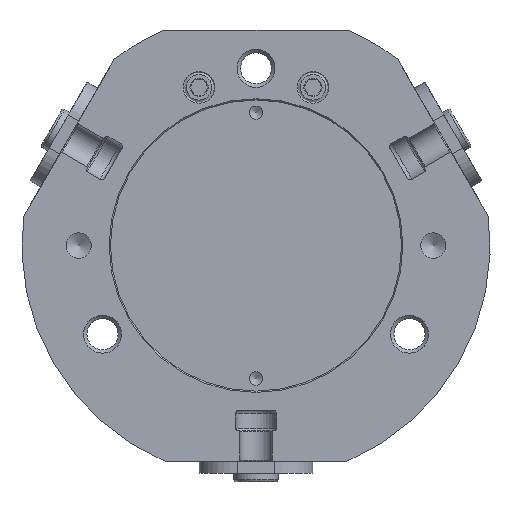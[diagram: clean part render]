
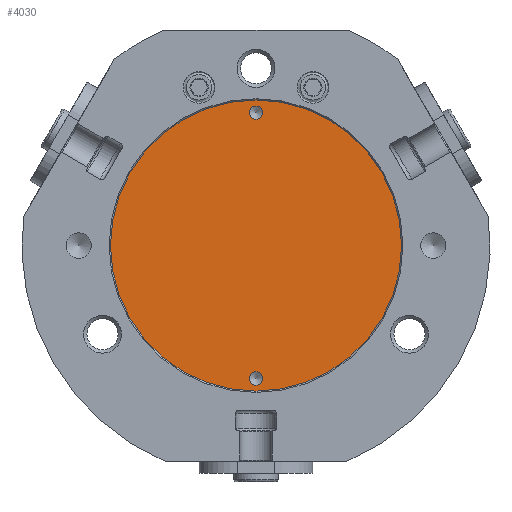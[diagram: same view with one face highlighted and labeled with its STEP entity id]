
A CAD part, front view. The second image highlights one B-rep face of the part: STEP entity #4030.
In plain terms, the highlighted planar face has unit normal (0, -1, 0).
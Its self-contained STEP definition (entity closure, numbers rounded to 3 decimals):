
#444=CIRCLE('',#4526,23.);
#445=CIRCLE('',#4529,1.05);
#446=CIRCLE('',#4530,1.05);
#1119=ORIENTED_EDGE('',*,*,#1870,.F.);
#1120=ORIENTED_EDGE('',*,*,#1871,.F.);
#1121=ORIENTED_EDGE('',*,*,#1869,.T.);
#1869=EDGE_CURVE('',#2321,#2321,#444,.T.);
#1870=EDGE_CURVE('',#2322,#2322,#445,.T.);
#1871=EDGE_CURVE('',#2323,#2323,#446,.T.);
#2321=VERTEX_POINT('',#6783);
#2322=VERTEX_POINT('',#6787);
#2323=VERTEX_POINT('',#6789);
#3238=EDGE_LOOP('',(#1119));
#3239=EDGE_LOOP('',(#1120));
#3240=EDGE_LOOP('',(#1121));
#3625=FACE_BOUND('',#3238,.T.);
#3626=FACE_BOUND('',#3239,.T.);
#3627=FACE_BOUND('',#3240,.T.);
#3809=PLANE('',#4528);
#4030=ADVANCED_FACE('',(#3625,#3626,#3627),#3809,.F.);
#4526=AXIS2_PLACEMENT_3D('',#6782,#5504,#5505);
#4528=AXIS2_PLACEMENT_3D('',#6785,#5508,#5509);
#4529=AXIS2_PLACEMENT_3D('',#6786,#5510,#5511);
#4530=AXIS2_PLACEMENT_3D('',#6788,#5512,#5513);
#5504=DIRECTION('',(0.,-1.,0.));
#5505=DIRECTION('',(0.,0.,-1.));
#5508=DIRECTION('',(0.,1.,0.));
#5509=DIRECTION('',(0.,0.,1.));
#5510=DIRECTION('',(0.,-1.,0.));
#5511=DIRECTION('',(0.,0.,-1.));
#5512=DIRECTION('',(0.,-1.,0.));
#5513=DIRECTION('',(0.,0.,-1.));
#6782=CARTESIAN_POINT('',(0.,0.,0.));
#6783=CARTESIAN_POINT('',(0.,0.,-23.));
#6785=CARTESIAN_POINT('',(0.,0.,0.));
#6786=CARTESIAN_POINT('',(0.,0.,21.));
#6787=CARTESIAN_POINT('',(0.,0.,19.95));
#6788=CARTESIAN_POINT('',(0.,0.,-21.));
#6789=CARTESIAN_POINT('',(0.,0.,-22.05));
